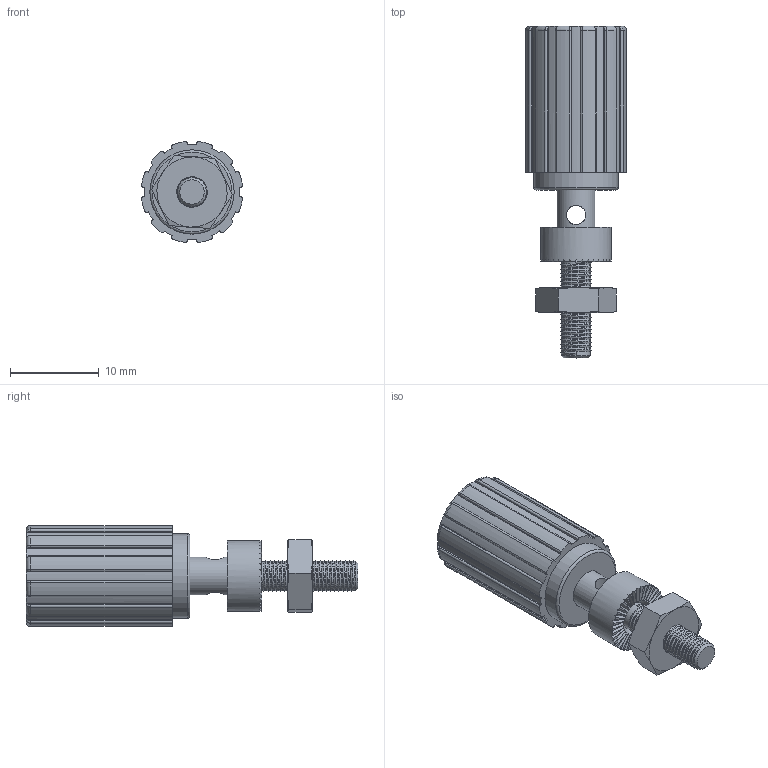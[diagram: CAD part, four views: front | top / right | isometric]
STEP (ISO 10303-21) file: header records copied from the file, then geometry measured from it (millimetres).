
FILE_DESCRIPTION (( 'STEP AP214' ), '1' );
FILE_NAME ('7006.STEP', '2021-03-04T15:26:16', ( '' ), ( '' ), 'SwSTEP 2.0', 'SolidWorks 2013', '' );
FILE_SCHEMA (( 'AUTOMOTIVE_DESIGN' ));
Length unit declared in the file: millimetre
Products named in the file (4): 7006-3; 7006-2; 7006-1; 7006
Assembly tree (3 placements, depth 2):
  7006
    7006-1
    7006-2
    7006-3
Bounding box: 11.39 x 37.44 x 11.39 mm (x, y, z)
Volume: 1922.2 mm3; surface area: 2279.2 mm2
Topology: 3 solids, 3 shells, 307 faces, 852 edges, 553 vertices
Faces by surface type: plane 153, cylinder 103, bspline 30, cone 19, torus 2
Full cylindrical faces by diameter (mm): 2.184 x1, 3.048 x6, 3.251 x22, 4.013 x1, 4.267 x1, 4.445 x1, 5.842 x20, 6.147 x1, 8.001 x1, 9.5 x1
Entity records: 12900 total; most frequent: CARTESIAN_POINT 6833, ORIENTED_EDGE 1364, DIRECTION 1074, EDGE_CURVE 682, VERTEX_POINT 451, AXIS2_PLACEMENT_3D 405, EDGE_LOOP 293, FACE_OUTER_BOUND 274
